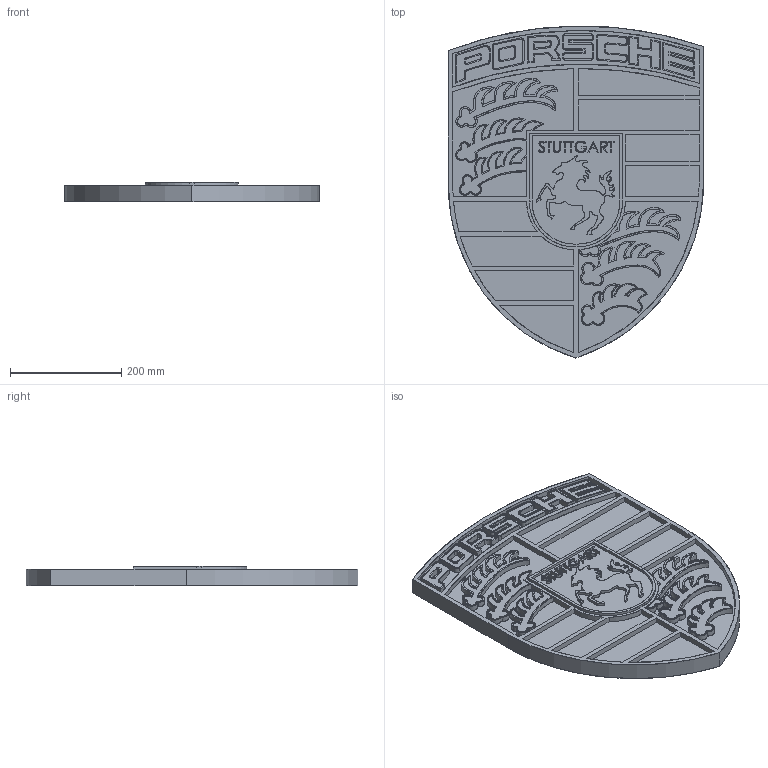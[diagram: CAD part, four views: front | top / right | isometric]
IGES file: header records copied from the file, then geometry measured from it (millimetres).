
Start section: SolidWorks IGES file using analytic representation for surfaces
Global section: file name: Porschelogo.IGS; native system: SolidWorks 2015; preprocessor: SolidWorks 2015; author: X; date: 151004.074326; units: millimetre
Bounding box: 459.55 x 598.02 x 35 mm (x, y, z)
Surface area: 659796.7 mm2 (no closed solid volume)
Topology: 0 solids, 0 shells, 739 faces, 12622 edges, 12622 vertices
Faces by surface type: bspline 554, revolution 185
